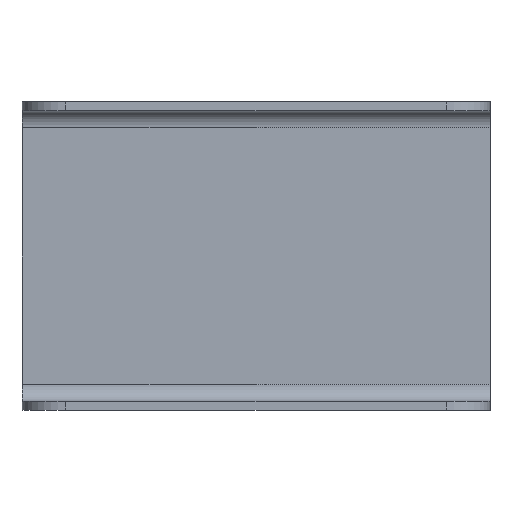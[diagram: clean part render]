
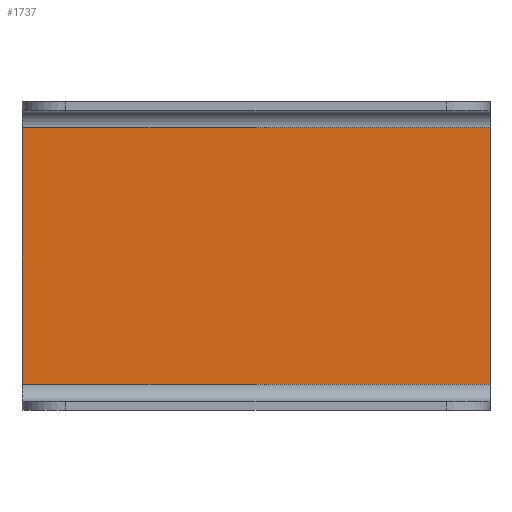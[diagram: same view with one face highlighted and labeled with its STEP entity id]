
A CAD part, front view. The second image highlights one B-rep face of the part: STEP entity #1737.
In plain terms, the highlighted planar face has unit normal (0, -1, 0).
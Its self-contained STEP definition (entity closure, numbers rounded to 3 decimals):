
#76 = VECTOR ( 'NONE', #123, 1000. ) ;
#117 = LINE ( 'NONE', #1408, #76 ) ;
#123 = DIRECTION ( 'NONE',  ( 0., 0., -1. ) ) ;
#129 = ORIENTED_EDGE ( 'NONE', *, *, #1559, .T. ) ;
#246 = CARTESIAN_POINT ( 'NONE',  ( 161., 80.1, 44.05 ) ) ;
#254 = DIRECTION ( 'NONE',  ( 0., 0., -1. ) ) ;
#288 = CARTESIAN_POINT ( 'NONE',  ( 0., 80.1, -44.05 ) ) ;
#411 = LINE ( 'NONE', #977, #1755 ) ;
#414 = CARTESIAN_POINT ( 'NONE',  ( 161., 80.1, 50.05 ) ) ;
#460 = VERTEX_POINT ( 'NONE', #246 ) ;
#465 = VECTOR ( 'NONE', #254, 1000. ) ;
#466 = EDGE_CURVE ( 'NONE', #781, #690, #117, .T. ) ;
#516 = EDGE_CURVE ( 'NONE', #460, #1511, #940, .T. ) ;
#589 = LINE ( 'NONE', #1725, #972 ) ;
#638 = DIRECTION ( 'NONE',  ( 0., 1., 0. ) ) ;
#659 = ORIENTED_EDGE ( 'NONE', *, *, #516, .F. ) ;
#677 = AXIS2_PLACEMENT_3D ( 'NONE', #1219, #638, #1356 ) ;
#690 = VERTEX_POINT ( 'NONE', #288 ) ;
#708 = DIRECTION ( 'NONE',  ( 1., 0., 0. ) ) ;
#781 = VERTEX_POINT ( 'NONE', #1782 ) ;
#940 = LINE ( 'NONE', #414, #465 ) ;
#972 = VECTOR ( 'NONE', #708, 1000. ) ;
#977 = CARTESIAN_POINT ( 'NONE',  ( 0., 80.1, 44.05 ) ) ;
#1072 = PLANE ( 'NONE',  #677 ) ;
#1219 = CARTESIAN_POINT ( 'NONE',  ( 161., 80.1, 50.05 ) ) ;
#1278 = CARTESIAN_POINT ( 'NONE',  ( 161., 80.1, -44.05 ) ) ;
#1356 = DIRECTION ( 'NONE',  ( 0., 0., 1. ) ) ;
#1408 = CARTESIAN_POINT ( 'NONE',  ( 0., 80.1, 50.05 ) ) ;
#1420 = EDGE_LOOP ( 'NONE', ( #1757, #1825, #659, #129 ) ) ;
#1511 = VERTEX_POINT ( 'NONE', #1278 ) ;
#1513 = EDGE_CURVE ( 'NONE', #690, #1511, #589, .T. ) ;
#1547 = DIRECTION ( 'NONE',  ( -1., 0., 0. ) ) ;
#1559 = EDGE_CURVE ( 'NONE', #460, #781, #411, .T. ) ;
#1676 = FACE_OUTER_BOUND ( 'NONE', #1420, .T. ) ;
#1725 = CARTESIAN_POINT ( 'NONE',  ( 161., 80.1, -44.05 ) ) ;
#1737 = ADVANCED_FACE ( 'NONE', ( #1676 ), #1072, .F. ) ;
#1755 = VECTOR ( 'NONE', #1547, 1000. ) ;
#1757 = ORIENTED_EDGE ( 'NONE', *, *, #466, .T. ) ;
#1782 = CARTESIAN_POINT ( 'NONE',  ( 0., 80.1, 44.05 ) ) ;
#1825 = ORIENTED_EDGE ( 'NONE', *, *, #1513, .T. ) ;
